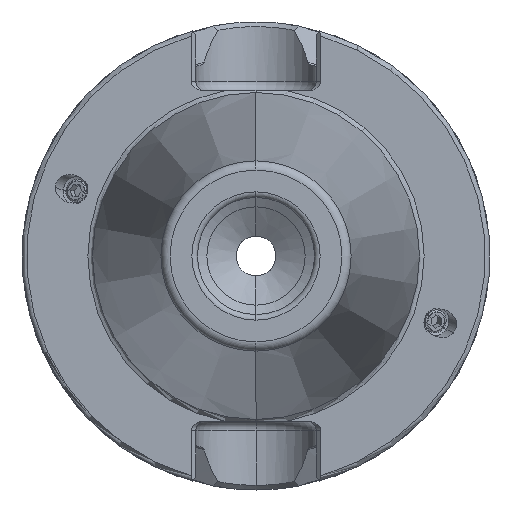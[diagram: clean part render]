
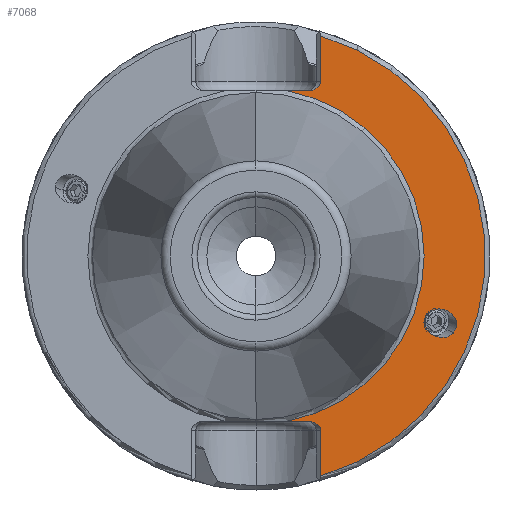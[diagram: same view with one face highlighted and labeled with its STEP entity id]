
A CAD part, left-side view. The second image highlights one B-rep face of the part: STEP entity #7068.
In plain terms, the highlighted planar face has unit normal (-1, 0, 0).
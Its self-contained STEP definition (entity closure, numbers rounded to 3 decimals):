
#257 = DIRECTION ( 'NONE',  ( 0., 0., -1. ) ) ;
#331 = DIRECTION ( 'NONE',  ( 0., 0., 1. ) ) ;
#460 = CARTESIAN_POINT ( 'NONE',  ( 3., -40.585, -7.722 ) ) ;
#498 = CARTESIAN_POINT ( 'NONE',  ( 3., 35.925, -35.3 ) ) ;
#543 = CARTESIAN_POINT ( 'NONE',  ( 3., -11.022, -35.3 ) ) ;
#586 = ORIENTED_EDGE ( 'NONE', *, *, #1644, .T. ) ;
#880 = CARTESIAN_POINT ( 'NONE',  ( 3., -13.85, -36.128 ) ) ;
#963 = EDGE_CURVE ( 'NONE', #2176, #2346, #2605, .T. ) ;
#978 = CARTESIAN_POINT ( 'NONE',  ( 3., -13.85, 0. ) ) ;
#1045 = VECTOR ( 'NONE', #257, 1000. ) ;
#1114 = ORIENTED_EDGE ( 'NONE', *, *, #5377, .F. ) ;
#1298 = ORIENTED_EDGE ( 'NONE', *, *, #4225, .F. ) ;
#1405 = CARTESIAN_POINT ( 'NONE',  ( 3., -6.672, -35.3 ) ) ;
#1644 = EDGE_CURVE ( 'NONE', #6272, #4637, #3739, .T. ) ;
#1647 = FACE_OUTER_BOUND ( 'NONE', #3606, .T. ) ;
#1745 = CARTESIAN_POINT ( 'NONE',  ( 3., -13.85, 47.002 ) ) ;
#1841 = FACE_BOUND ( 'NONE', #7173, .T. ) ;
#1904 = CARTESIAN_POINT ( 'NONE',  ( 3., -12.678, 35.3 ) ) ;
#1906 = ORIENTED_EDGE ( 'NONE', *, *, #3793, .T. ) ;
#2085 = AXIS2_PLACEMENT_3D ( 'NONE', #7066, #3710, #331 ) ;
#2149 = LINE ( 'NONE', #978, #6308 ) ;
#2176 = VERTEX_POINT ( 'NONE', #4831 ) ;
#2250 = CARTESIAN_POINT ( 'NONE',  ( 3., -6.672, 35.3 ) ) ;
#2346 = VERTEX_POINT ( 'NONE', #1745 ) ;
#2383 = CARTESIAN_POINT ( 'NONE',  ( 3., 0., 0. ) ) ;
#2428 = CARTESIAN_POINT ( 'NONE',  ( 3., -11.022, 35.3 ) ) ;
#2482 =( BOUNDED_CURVE ( )  B_SPLINE_CURVE ( 3, ( #6637, #2697, #460, #4407 ),
 .UNSPECIFIED., .F., .F. ) 
 B_SPLINE_CURVE_WITH_KNOTS ( ( 4, 4 ),
 ( 5.978, 9.119 ),
 .UNSPECIFIED. ) 
 CURVE ( )  GEOMETRIC_REPRESENTATION_ITEM ( )  RATIONAL_B_SPLINE_CURVE ( ( 1., 0.333, 0.333, 1. ) ) 
 REPRESENTATION_ITEM ( '' )  );
#2569 = CARTESIAN_POINT ( 'NONE',  ( 3., -13.85, -37.3 ) ) ;
#2588 = CARTESIAN_POINT ( 'NONE',  ( 3., -32.757, -17.052 ) ) ;
#2605 = CIRCLE ( 'NONE', #3752, 49. ) ;
#2697 = CARTESIAN_POINT ( 'NONE',  ( 3., -46.178, -11.677 ) ) ;
#2705 = CARTESIAN_POINT ( 'NONE',  ( 3., 35.925, 35.3 ) ) ;
#2732 = DIRECTION ( 'NONE',  ( 0., 1., 0. ) ) ;
#2886 = ORIENTED_EDGE ( 'NONE', *, *, #6905, .T. ) ;
#2907 = VERTEX_POINT ( 'NONE', #1405 ) ;
#2943 = LINE ( 'NONE', #498, #5928 ) ;
#2997 = ORIENTED_EDGE ( 'NONE', *, *, #3628, .F. ) ;
#3165 = CARTESIAN_POINT ( 'NONE',  ( 3., -36.671, -12.387 ) ) ;
#3219 = DIRECTION ( 'NONE',  ( 1., 0., 0. ) ) ;
#3252 = VERTEX_POINT ( 'NONE', #543 ) ;
#3360 = CARTESIAN_POINT ( 'NONE',  ( 3., -36.671, -12.387 ) ) ;
#3606 = EDGE_LOOP ( 'NONE', ( #1114, #3766, #586, #6584, #1906, #6059, #2886, #6999 ) ) ;
#3628 = EDGE_CURVE ( 'NONE', #7214, #6008, #6497, .T. ) ;
#3689 = CARTESIAN_POINT ( 'NONE',  ( 3., -11.022, -35.3 ) ) ;
#3710 = DIRECTION ( 'NONE',  ( -1., 0., 0. ) ) ;
#3720 = CARTESIAN_POINT ( 'NONE',  ( 3., -42.263, -16.342 ) ) ;
#3739 = LINE ( 'NONE', #2705, #6739 ) ;
#3752 = AXIS2_PLACEMENT_3D ( 'NONE', #2383, #6891, #5327 ) ;
#3766 = ORIENTED_EDGE ( 'NONE', *, *, #6849, .T. ) ;
#3785 = DIRECTION ( 'NONE',  ( 0., 0., 1. ) ) ;
#3793 = EDGE_CURVE ( 'NONE', #2907, #3252, #2943, .T. ) ;
#4057 = VERTEX_POINT ( 'NONE', #2569 ) ;
#4060 = LINE ( 'NONE', #6993, #1045 ) ;
#4225 = EDGE_CURVE ( 'NONE', #6008, #7214, #2482, .T. ) ;
#4407 = CARTESIAN_POINT ( 'NONE',  ( 3., -36.671, -12.387 ) ) ;
#4439 = CARTESIAN_POINT ( 'NONE',  ( 3., -42.263, -16.342 ) ) ;
#4637 = VERTEX_POINT ( 'NONE', #2250 ) ;
#4791 = EDGE_CURVE ( 'NONE', #3252, #4057, #6188, .T. ) ;
#4826 = CARTESIAN_POINT ( 'NONE',  ( 3., -13.85, -37.3 ) ) ;
#4831 = CARTESIAN_POINT ( 'NONE',  ( 3., -13.85, -47.002 ) ) ;
#4906 = VERTEX_POINT ( 'NONE', #5604 ) ;
#5003 = DIRECTION ( 'NONE',  ( 0., -1., 0. ) ) ;
#5025 = AXIS2_PLACEMENT_3D ( 'NONE', #7111, #3219, #7134 ) ;
#5284 = EDGE_CURVE ( 'NONE', #2907, #4637, #6826, .T. ) ;
#5305 = CARTESIAN_POINT ( 'NONE',  ( 3., -13.85, 36.128 ) ) ;
#5327 = DIRECTION ( 'NONE',  ( 0., 0., 1. ) ) ;
#5377 = EDGE_CURVE ( 'NONE', #4906, #2346, #2149, .T. ) ;
#5415 =( BOUNDED_CURVE ( )  B_SPLINE_CURVE ( 3, ( #6890, #5305, #1904, #5862 ),
 .UNSPECIFIED., .F., .F. ) 
 B_SPLINE_CURVE_WITH_KNOTS ( ( 4, 4 ),
 ( 3.142, 4.712 ),
 .UNSPECIFIED. ) 
 CURVE ( )  GEOMETRIC_REPRESENTATION_ITEM ( )  RATIONAL_B_SPLINE_CURVE ( ( 1., 0.805, 0.805, 1. ) ) 
 REPRESENTATION_ITEM ( '' )  );
#5604 = CARTESIAN_POINT ( 'NONE',  ( 3., -13.85, 37.3 ) ) ;
#5862 = CARTESIAN_POINT ( 'NONE',  ( 3., -11.022, 35.3 ) ) ;
#5928 = VECTOR ( 'NONE', #5003, 1000. ) ;
#5971 = CARTESIAN_POINT ( 'NONE',  ( 3., -38.349, -21.007 ) ) ;
#6008 = VERTEX_POINT ( 'NONE', #4439 ) ;
#6059 = ORIENTED_EDGE ( 'NONE', *, *, #4791, .T. ) ;
#6188 =( BOUNDED_CURVE ( )  B_SPLINE_CURVE ( 3, ( #3689, #7048, #880, #4826 ),
 .UNSPECIFIED., .F., .T. ) 
 B_SPLINE_CURVE_WITH_KNOTS ( ( 4, 4 ),
 ( 4.712, 6.283 ),
 .UNSPECIFIED. ) 
 CURVE ( )  GEOMETRIC_REPRESENTATION_ITEM ( )  RATIONAL_B_SPLINE_CURVE ( ( 1., 0.805, 0.805, 1. ) ) 
 REPRESENTATION_ITEM ( '' )  );
#6272 = VERTEX_POINT ( 'NONE', #2428 ) ;
#6308 = VECTOR ( 'NONE', #3785, 1000. ) ;
#6497 =( BOUNDED_CURVE ( )  B_SPLINE_CURVE ( 3, ( #3165, #2588, #5971, #3720 ),
 .UNSPECIFIED., .F., .T. ) 
 B_SPLINE_CURVE_WITH_KNOTS ( ( 4, 4 ),
 ( 2.836, 5.978 ),
 .UNSPECIFIED. ) 
 CURVE ( )  GEOMETRIC_REPRESENTATION_ITEM ( )  RATIONAL_B_SPLINE_CURVE ( ( 1., 0.333, 0.333, 1. ) ) 
 REPRESENTATION_ITEM ( '' )  );
#6584 = ORIENTED_EDGE ( 'NONE', *, *, #5284, .F. ) ;
#6590 = PLANE ( 'NONE',  #5025 ) ;
#6637 = CARTESIAN_POINT ( 'NONE',  ( 3., -42.263, -16.342 ) ) ;
#6739 = VECTOR ( 'NONE', #2732, 1000. ) ;
#6826 = CIRCLE ( 'NONE', #2085, 35.925 ) ;
#6849 = EDGE_CURVE ( 'NONE', #4906, #6272, #5415, .T. ) ;
#6890 = CARTESIAN_POINT ( 'NONE',  ( 3., -13.85, 37.3 ) ) ;
#6891 = DIRECTION ( 'NONE',  ( -1., 0., 0. ) ) ;
#6905 = EDGE_CURVE ( 'NONE', #4057, #2176, #4060, .T. ) ;
#6993 = CARTESIAN_POINT ( 'NONE',  ( 3., -13.85, 0. ) ) ;
#6999 = ORIENTED_EDGE ( 'NONE', *, *, #963, .T. ) ;
#7048 = CARTESIAN_POINT ( 'NONE',  ( 3., -12.678, -35.3 ) ) ;
#7066 = CARTESIAN_POINT ( 'NONE',  ( 3., 0., 0. ) ) ;
#7068 = ADVANCED_FACE ( 'NONE', ( #1841, #1647 ), #6590, .F. ) ;
#7111 = CARTESIAN_POINT ( 'NONE',  ( 3., 35.925, 0. ) ) ;
#7134 = DIRECTION ( 'NONE',  ( 0., 0., -1. ) ) ;
#7173 = EDGE_LOOP ( 'NONE', ( #2997, #1298 ) ) ;
#7214 = VERTEX_POINT ( 'NONE', #3360 ) ;
